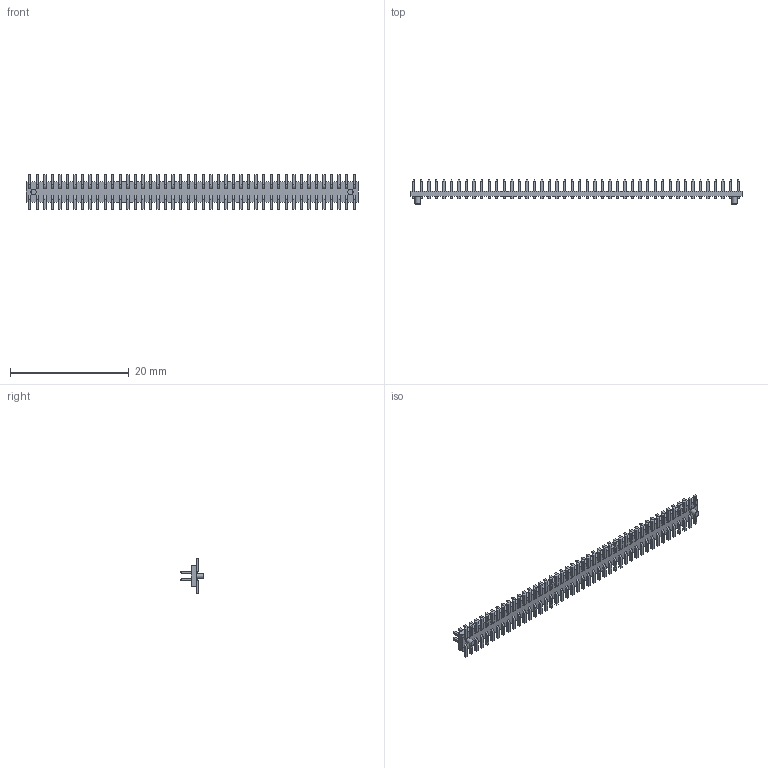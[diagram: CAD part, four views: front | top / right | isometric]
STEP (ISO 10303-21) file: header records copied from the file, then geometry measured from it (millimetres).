
FILE_DESCRIPTION( ( 'STEP AP214' ), '1' );
FILE_NAME( 'FTS-144-02-L-DV-A.stp', '2020-04-20T02:07:37', ( 'License CC BY-ND 4.0' ), ( 'CADENAS' ), ' ', 'PARTsolutions', ' ' );
FILE_SCHEMA( ( 'AUTOMOTIVE_DESIGN { 1 0 10303 214 1 1 1 1 }' ) );
Length unit declared in the file: inch
Products named in the file (4): FTS-144-02-L-DV-A; _FTS-144-02-L-DV-A_body; _FTS-144-02-L-DV-A_pins1; _FTS-144-02-L-DV-A_pins2
Assembly tree (3 placements, depth 2):
  FTS-144-02-L-DV-A
    _FTS-144-02-L-DV-A_body
    _FTS-144-02-L-DV-A_pins1
    _FTS-144-02-L-DV-A_pins2
Bounding box: 55.88 x 4.04 x 5.84 mm (x, y, z)
Volume: 289.4 mm3; surface area: 1603 mm2
Topology: 3 solids, 3 shells, 1248 faces, 3370 edges, 2130 vertices
Faces by surface type: plane 1242, cylinder 6
Full cylindrical faces by diameter (mm): 0.889 x2
Entity records: 48236 total; most frequent: CARTESIAN_POINT 6746, ORIENTED_EDGE 6732, DIRECTION 6226, EDGE_CURVE 3366, LINE 3010, VECTOR 3010, VERTEX_POINT 2128, AXIS2_PLACEMENT_3D 1608
